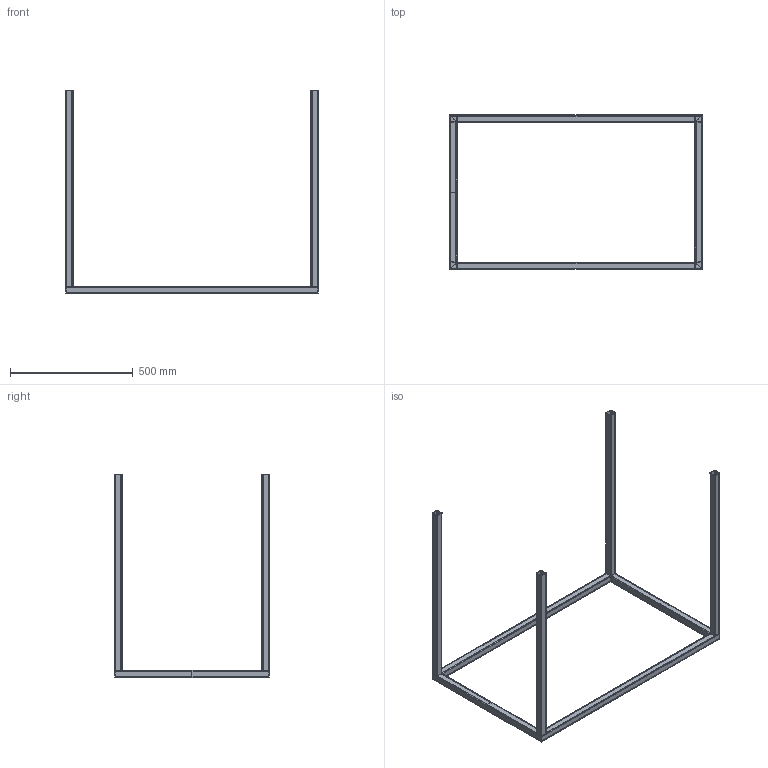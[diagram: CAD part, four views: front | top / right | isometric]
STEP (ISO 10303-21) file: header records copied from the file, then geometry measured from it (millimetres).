
FILE_DESCRIPTION (( 'STEP AP203' ), '1' );
FILE_NAME ('sous assemblage table.STEP', '2023-05-11T10:29:53', ( '' ), ( '' ), 'SwSTEP 2.0', 'SolidWorks 2020', '' );
FILE_SCHEMA (( 'CONFIG_CONTROL_DESIGN' ));
Length unit declared in the file: millimetre
Products named in the file (2): sous assemblage table; table
Assembly tree (1 placements, depth 2):
  sous assemblage table
    table
Bounding box: 1030 x 630 x 830 mm (x, y, z)
Volume: 1433600 mm3; surface area: 1368683 mm2
Topology: 1 solids, 2 shells, 164 faces, 400 edges, 224 vertices
Faces by surface type: plane 92, cylinder 72
Entity records: 4862 total; most frequent: CARTESIAN_POINT 888, ORIENTED_EDGE 800, DIRECTION 792, EDGE_CURVE 400, LINE 280, VECTOR 280, AXIS2_PLACEMENT_3D 256, VERTEX_POINT 224
